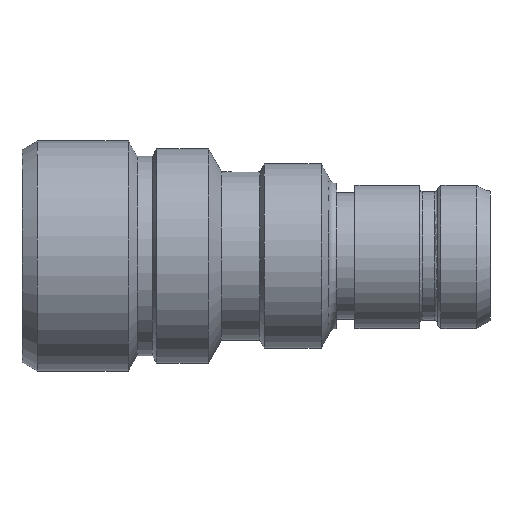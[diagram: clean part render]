
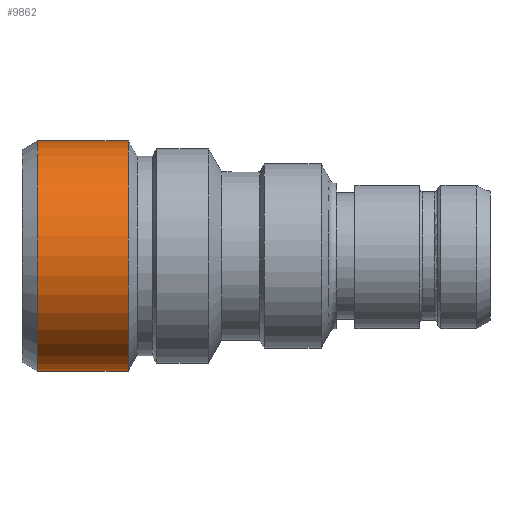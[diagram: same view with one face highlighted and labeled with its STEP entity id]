
A CAD part, top view. The second image highlights one B-rep face of the part: STEP entity #9862.
In plain terms, the highlighted cylindrical face has radius 7.5 mm (diameter 15 mm), a partial arc.
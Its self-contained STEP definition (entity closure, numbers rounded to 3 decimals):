
#1011=CARTESIAN_POINT('',(1.,0.,0.));
#1012=DIRECTION('',(1.,0.,0.));
#1013=DIRECTION('',(0.,1.,0.));
#1014=AXIS2_PLACEMENT_3D('',#1011,#1012,#1013);
#1016=CARTESIAN_POINT('',(6.923,0.,0.));
#1017=DIRECTION('',(1.,0.,0.));
#1018=DIRECTION('',(0.,1.,0.));
#1019=AXIS2_PLACEMENT_3D('',#1016,#1017,#1018);
#1021=DIRECTION('',(-1.,0.,0.));
#1022=VECTOR('',#1021,5.923);
#1023=CARTESIAN_POINT('',(6.923,7.5,0.));
#1024=LINE('784',#1023,#1022);
#1025=DIRECTION('',(-1.,0.,0.));
#1026=VECTOR('',#1025,5.923);
#1027=CARTESIAN_POINT('',(6.923,-7.5,0.));
#1028=LINE('799',#1027,#1026);
#6949=CARTESIAN_POINT('',(6.923,7.5,0.));
#6950=VERTEX_POINT('',#6949);
#6951=CARTESIAN_POINT('',(1.,7.5,0.));
#6952=VERTEX_POINT('',#6951);
#6987=CARTESIAN_POINT('',(6.923,-7.5,0.));
#6988=VERTEX_POINT('',#6987);
#6989=CARTESIAN_POINT('',(1.,-7.5,0.));
#6990=VERTEX_POINT('',#6989);
#9848=CARTESIAN_POINT('',(-1.525,0.,0.));
#9849=DIRECTION('',(1.,0.,0.));
#9850=DIRECTION('',(0.,-1.,0.));
#9851=AXIS2_PLACEMENT_3D('',#9848,#9849,#9850);
#9852=CYLINDRICAL_SURFACE('277',#9851,7.5);
#9854=ORIENTED_EDGE('784',*,*,#9853,.F.);
#9856=ORIENTED_EDGE('818',*,*,#9855,.T.);
#9858=ORIENTED_EDGE('799',*,*,#9857,.T.);
#9859=ORIENTED_EDGE('819',*,*,#9834,.F.);
#9860=EDGE_LOOP('277',(#9854,#9856,#9858,#9859));
#9861=FACE_OUTER_BOUND('277',#9860,.F.);
#1015=CIRCLE('819',#1014,7.5);
#1020=CIRCLE('818',#1019,7.5);
#9834=EDGE_CURVE('819',#6952,#6990,#1015,.T.);
#9853=EDGE_CURVE('784',#6950,#6952,#1024,.T.);
#9855=EDGE_CURVE('818',#6950,#6988,#1020,.T.);
#9857=EDGE_CURVE('799',#6988,#6990,#1028,.T.);
#9862=ADVANCED_FACE('277',(#9861),#9852,.T.);
